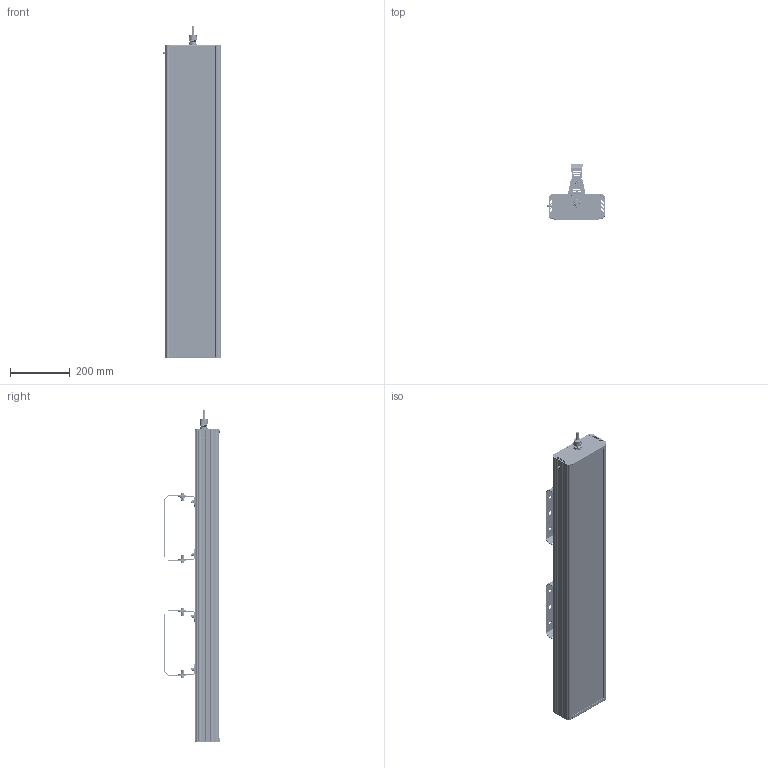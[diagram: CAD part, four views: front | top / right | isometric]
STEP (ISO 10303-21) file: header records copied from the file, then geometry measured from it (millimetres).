
FILE_DESCRIPTION(('STEP AP214'), '1');
FILE_NAME('001.0096.44.000 - ÃÑÏ-Ýêñòðà-Îïòèê-2Åõ-220', '', ('UNSPECIFIED'), ('UNSPECIFIED'), 'C3D Converter', 'C3D Toolkit', '');
FILE_SCHEMA(('AUTOMOTIVE_DESIGN { 1 0 10303 214 3 1 1}'));
Length unit declared in the file: millimetre
Products named in the file (44): 001.0096.44.000; #3378; #3437; #3496; #3555; #3640; #3699; #3758; #3817
Assembly tree (89 placements, depth 4):
  001.0096.44.000
    (unnamed)
      (unnamed)
      (unnamed)
      (unnamed)
      (unnamed)
      (unnamed)
      (unnamed)
      (unnamed)
      (unnamed)  x6
      (unnamed)  x6
      (unnamed)
      (unnamed)
      (unnamed)  x22
        (unnamed)
        (unnamed)
        (unnamed)
        (unnamed)
        (unnamed)
        (unnamed)
        (unnamed)
        (unnamed)
        (unnamed)
        (unnamed)
      (unnamed)
        (unnamed)
    (unnamed)  x2
      (unnamed)
      (unnamed)
      (unnamed)
      (unnamed)
      (unnamed)
      (unnamed)
      (unnamed)
      (unnamed)
      #3378
      #3437
      #3496
      #3555
      #3640
      #3699
      #3758
      #3817
      (unnamed)
Bounding box: 192.43 x 184.65 x 1114 mm (x, y, z)
Volume: 3547193.3 mm3; surface area: 2647851 mm2
Topology: 787 solids, 787 shells, 10303 faces, 22897 edges, 15214 vertices
Faces by surface type: plane 7426, cylinder 2366, bspline 363, cone 117, sphere 22, torus 9
Full cylindrical faces by diameter (mm): 1 x22, 2 x44, 2.5 x88, 2.8 x550, 3.2 x22, 3.5 x132, 4 x13, 4.917 x4, 5 x2, 6 x9, 6.6 x4, 6.647 x4, 7 x2, 8 x16, 8.5 x8, 9 x294, 10 x1, 11 x4, 12.5 x1, 13 x5, 15 x8, 16 x1, 17 x1, 18 x1, 18.5 x1, 19 x1, 20 x1, 21.5 x1, 22 x2, 25.5 x1
Entity records: 94517 total; most frequent: CARTESIAN_POINT 47040, DIRECTION 8924, ORIENTED_EDGE 7786, EDGE_CURVE 3893, AXIS2_PLACEMENT_3D 3181, VERTEX_POINT 2693, LINE 2562, VECTOR 2562
